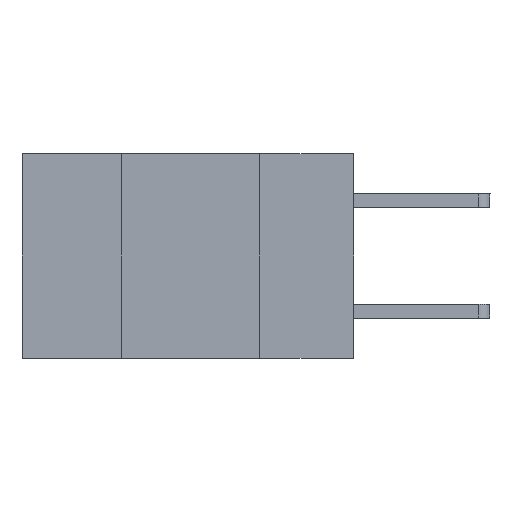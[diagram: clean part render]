
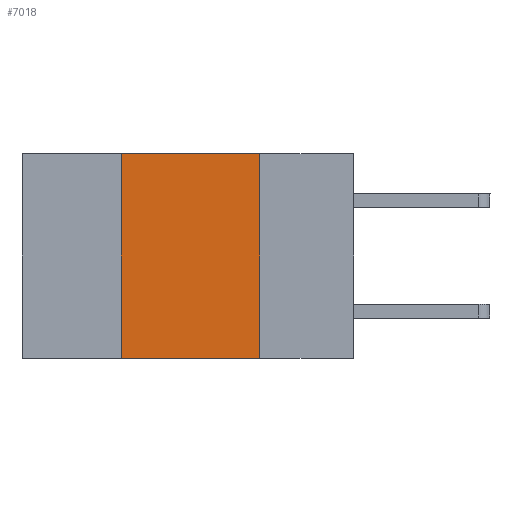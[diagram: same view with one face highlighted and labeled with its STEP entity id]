
A CAD part, left-side view. The second image highlights one B-rep face of the part: STEP entity #7018.
In plain terms, the highlighted planar face has unit normal (-1, 0, 0).
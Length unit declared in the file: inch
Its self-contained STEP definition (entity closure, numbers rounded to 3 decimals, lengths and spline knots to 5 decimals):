
#1304 = PLANE ( 'NONE',  #8845 ) ;
#2497 = DIRECTION ( 'NONE',  ( 0., 0., -1. ) ) ;
#3141 = VECTOR ( 'NONE', #13584, 39.37008 ) ;
#3339 = VECTOR ( 'NONE', #13600, 39.37008 ) ;
#4011 = CARTESIAN_POINT ( 'NONE',  ( 0., 0.17, 0. ) ) ;
#5218 = CARTESIAN_POINT ( 'NONE',  ( 0., 0.6, 0. ) ) ;
#5753 = DIRECTION ( 'NONE',  ( 0., 0., 1. ) ) ;
#6128 = VERTEX_POINT ( 'NONE', #13043 ) ;
#6513 = CARTESIAN_POINT ( 'NONE',  ( 0., 0.17, 0. ) ) ;
#6562 = LINE ( 'NONE', #6513, #3339 ) ;
#6675 = ORIENTED_EDGE ( 'NONE', *, *, #9323, .F. ) ;
#6727 = LINE ( 'NONE', #5218, #3141 ) ;
#7018 = ADVANCED_FACE ( 'NONE', ( #10280 ), #1304, .F. ) ;
#7616 = ORIENTED_EDGE ( 'NONE', *, *, #13152, .F. ) ;
#8200 = CARTESIAN_POINT ( 'NONE',  ( 0., 0.42, 0. ) ) ;
#8845 = AXIS2_PLACEMENT_3D ( 'NONE', #12026, #9712, #2497 ) ;
#9323 = EDGE_CURVE ( 'NONE', #11031, #6128, #10222, .T. ) ;
#9712 = DIRECTION ( 'NONE',  ( 1., 0., 0. ) ) ;
#9864 = VECTOR ( 'NONE', #5753, 39.37008 ) ;
#10126 = DIRECTION ( 'NONE',  ( 0., -1., 0. ) ) ;
#10127 = VECTOR ( 'NONE', #10126, 39.37008 ) ;
#10222 = LINE ( 'NONE', #8200, #9864 ) ;
#10280 = FACE_OUTER_BOUND ( 'NONE', #14913, .T. ) ;
#10918 = VERTEX_POINT ( 'NONE', #4011 ) ;
#11031 = VERTEX_POINT ( 'NONE', #12642 ) ;
#11319 = ORIENTED_EDGE ( 'NONE', *, *, #12469, .F. ) ;
#12026 = CARTESIAN_POINT ( 'NONE',  ( 0., 0.6, 0. ) ) ;
#12287 = ORIENTED_EDGE ( 'NONE', *, *, #12496, .T. ) ;
#12469 = EDGE_CURVE ( 'NONE', #10918, #14121, #6562, .T. ) ;
#12487 = CARTESIAN_POINT ( 'NONE',  ( 0., 0.6, -0.37 ) ) ;
#12496 = EDGE_CURVE ( 'NONE', #11031, #14121, #12511, .T. ) ;
#12511 = LINE ( 'NONE', #12487, #10127 ) ;
#12642 = CARTESIAN_POINT ( 'NONE',  ( 0., 0.42, -0.37 ) ) ;
#13043 = CARTESIAN_POINT ( 'NONE',  ( 0., 0.42, 0. ) ) ;
#13152 = EDGE_CURVE ( 'NONE', #6128, #10918, #6727, .T. ) ;
#13584 = DIRECTION ( 'NONE',  ( 0., -1., 0. ) ) ;
#13600 = DIRECTION ( 'NONE',  ( 0., 0., -1. ) ) ;
#14101 = CARTESIAN_POINT ( 'NONE',  ( 0., 0.17, -0.37 ) ) ;
#14121 = VERTEX_POINT ( 'NONE', #14101 ) ;
#14913 = EDGE_LOOP ( 'NONE', ( #11319, #7616, #6675, #12287 ) ) ;
